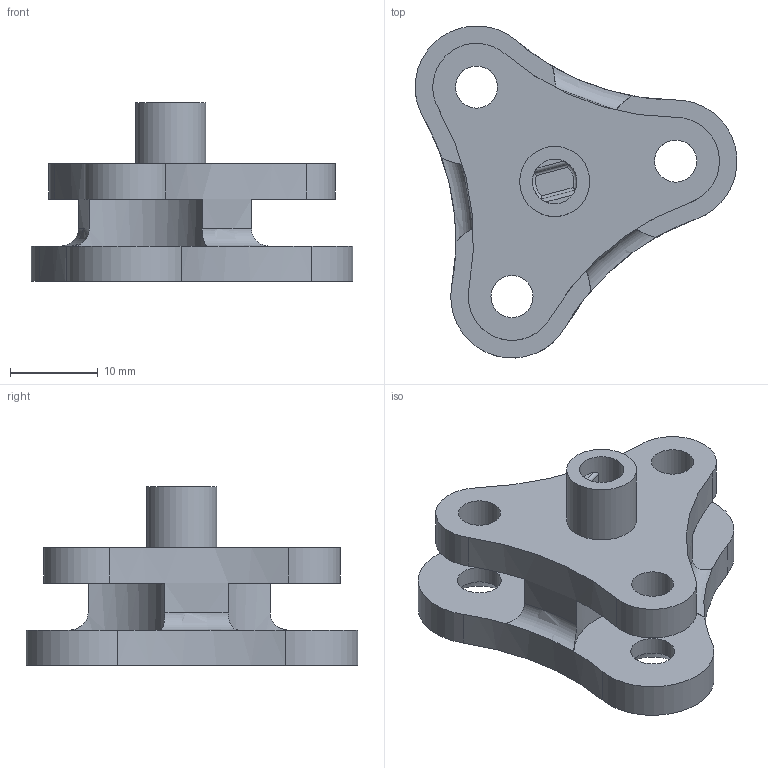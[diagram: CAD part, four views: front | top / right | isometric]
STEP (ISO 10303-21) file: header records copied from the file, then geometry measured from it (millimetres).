
FILE_DESCRIPTION(/* description */ (''),/* implementation_level */ '2;1');
FILE_NAME(/* name */ 'rotor.stp',/* time_stamp */ '2022-02-01T20:24:45+01:00',/* author */ ('Michał Janus'),/* organization */ (''),/* preprocessor_version */ 'ST-DEVELOPER v18.1',/* originating_system */ 'Autodesk Inventor 2022',/* authorisation */ '');
FILE_SCHEMA (('AUTOMOTIVE_DESIGN { 1 0 10303 214 3 1 1 }'));
Length unit declared in the file: millimetre
Products named in the file (1): wal pompy
Bounding box: 36.71 x 37.89 x 20.4 mm (x, y, z)
Volume: 6225.9 mm3; surface area: 4233 mm2
Topology: 1 solids, 1 shells, 51 faces, 125 edges, 79 vertices
Faces by surface type: cylinder 28, plane 15, torus 5, cone 3
Full cylindrical faces by diameter (mm): 4.8 x4, 5 x3, 5.1 x1, 8 x1
Entity records: 1715 total; most frequent: CARTESIAN_POINT 410, DIRECTION 284, ORIENTED_EDGE 250, EDGE_CURVE 125, AXIS2_PLACEMENT_3D 121, VERTEX_POINT 79, CIRCLE 69, EDGE_LOOP 66
